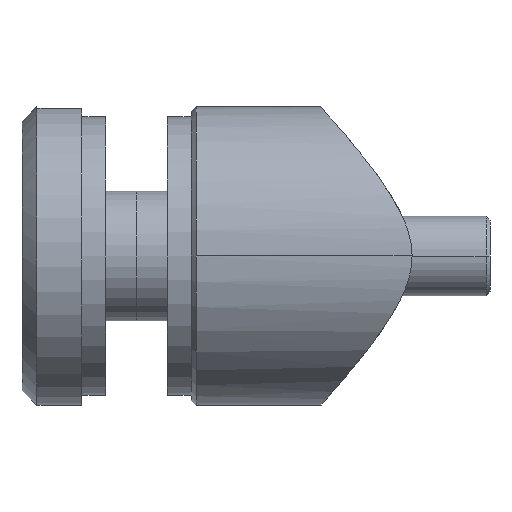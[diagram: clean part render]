
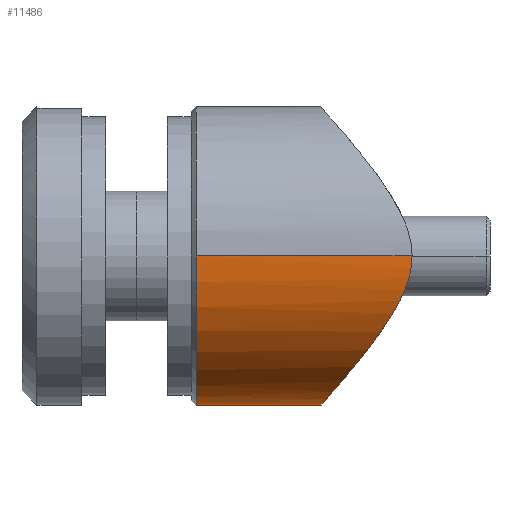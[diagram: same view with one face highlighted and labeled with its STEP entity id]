
A CAD part, left-side view. The second image highlights one B-rep face of the part: STEP entity #11486.
In plain terms, the highlighted cylindrical face has radius 15 mm (diameter 30 mm), a partial arc.
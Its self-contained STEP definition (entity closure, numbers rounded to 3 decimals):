
#293 = DIRECTION ( 'NONE',  ( 1., 0., 0. ) ) ;
#540 = CARTESIAN_POINT ( 'NONE',  ( 15., 10.5, 0. ) ) ;
#577 = FACE_OUTER_BOUND ( 'NONE', #780, .T. ) ;
#636 = CARTESIAN_POINT ( 'NONE',  ( -11.413, -4.448, -9.744 ) ) ;
#744 = CARTESIAN_POINT ( 'NONE',  ( -13.987, -7.448, -5.44 ) ) ;
#780 = EDGE_LOOP ( 'NONE', ( #9707, #4450, #13121, #14344, #2839 ) ) ;
#905 = VECTOR ( 'NONE', #1374, 1000. ) ;
#955 = CARTESIAN_POINT ( 'NONE',  ( -2.154, -0.106, -14.882 ) ) ;
#1057 = CARTESIAN_POINT ( 'NONE',  ( -7.012, -1.521, -13.269 ) ) ;
#1374 = DIRECTION ( 'NONE',  ( 0., -1., 0. ) ) ;
#1844 = CARTESIAN_POINT ( 'NONE',  ( -11.111, -4.176, -10.087 ) ) ;
#2037 = CARTESIAN_POINT ( 'NONE',  ( -15., -9.174, 0. ) ) ;
#2058 = CARTESIAN_POINT ( 'NONE',  ( 2.622, -0.197, -14.778 ) ) ;
#2162 = CARTESIAN_POINT ( 'NONE',  ( 3.648, -0.391, -14.559 ) ) ;
#2208 = CARTESIAN_POINT ( 'NONE',  ( 7.844, -1.929, -12.795 ) ) ;
#2258 = CARTESIAN_POINT ( 'NONE',  ( -3.691, -0.401, -14.548 ) ) ;
#2480 = AXIS2_PLACEMENT_3D ( 'NONE', #9527, #9575, #6219 ) ;
#2569 = CARTESIAN_POINT ( 'NONE',  ( -15., 10.5, 0. ) ) ;
#2719 = VERTEX_POINT ( 'NONE', #13850 ) ;
#2839 = ORIENTED_EDGE ( 'NONE', *, *, #4665, .F. ) ;
#2981 = CARTESIAN_POINT ( 'NONE',  ( -14.444, -8.169, -4.074 ) ) ;
#3036 = CARTESIAN_POINT ( 'NONE',  ( -9.452, -2.871, -11.687 ) ) ;
#3294 = CARTESIAN_POINT ( 'NONE',  ( 14.15, -7.698, -5. ) ) ;
#3396 = CARTESIAN_POINT ( 'NONE',  ( -4.201, -0.524, -14.409 ) ) ;
#3419 = B_SPLINE_CURVE_WITH_KNOTS ( 'NONE', 3,
 ( #10172, #13588, #6636, #14989, #12568, #9081, #2981, #5520, #744, #10011, #11213, #12415, #7707, #636, #1844, #10059, #3036, #11274, #4211, #1057, #15192, #9182, #9280, #3396, #2258, #955, #13899, #5818, #8114, #10480, #3435, #10434, #2058, #2162, #7963, #11690, #15142, #12725, #4522, #2208, #10281, #9132, #10386, #4627, #8016, #11638, #12868, #13982, #11483, #5673, #3294, #5767, #6938, #14028, #6982, #4414, #15240, #4574 ),
 .UNSPECIFIED., .F., .F.,
 ( 4, 2, 2, 2, 2, 2, 2, 2, 2, 2, 2, 2, 2, 2, 2, 2, 2, 2, 2, 2, 2, 2, 2, 2, 2, 2, 2, 2, 4 ),
 ( 0.051, 0.053, 0.054, 0.056, 0.057, 0.061, 0.062, 0.064, 0.067, 0.069, 0.07, 0.072, 0.073, 0.077, 0.077, 0.078, 0.08, 0.081, 0.083, 0.085, 0.086, 0.089, 0.091, 0.092, 0.096, 0.097, 0.099, 0.1, 0.102 ),
 .UNSPECIFIED. ) ;
#3435 = CARTESIAN_POINT ( 'NONE',  ( 1.309, -0.049, -14.945 ) ) ;
#3592 = CARTESIAN_POINT ( 'NONE',  ( 0., 12.5, 0. ) ) ;
#3696 = DIRECTION ( 'NONE',  ( 0., 0., 1. ) ) ;
#4211 = CARTESIAN_POINT ( 'NONE',  ( -7.868, -1.942, -12.78 ) ) ;
#4222 = CARTESIAN_POINT ( 'NONE',  ( 15., 12.5, 0. ) ) ;
#4324 = VERTEX_POINT ( 'NONE', #2037 ) ;
#4414 = CARTESIAN_POINT ( 'NONE',  ( 14.971, -9.116, -1.072 ) ) ;
#4434 = AXIS2_PLACEMENT_3D ( 'NONE', #4863, #4965, #293 ) ;
#4445 = CIRCLE ( 'NONE', #2480, 15. ) ;
#4450 = ORIENTED_EDGE ( 'NONE', *, *, #13708, .T. ) ;
#4522 = CARTESIAN_POINT ( 'NONE',  ( 6.983, -1.507, -13.285 ) ) ;
#4574 = CARTESIAN_POINT ( 'NONE',  ( 15., -9.174, 0. ) ) ;
#4627 = CARTESIAN_POINT ( 'NONE',  ( 11.098, -4.165, -10.101 ) ) ;
#4665 = EDGE_CURVE ( 'NONE', #4324, #12140, #3419, .T. ) ;
#4863 = CARTESIAN_POINT ( 'NONE',  ( 0., 10.5, 0. ) ) ;
#4965 = DIRECTION ( 'NONE',  ( 0., -1., 0. ) ) ;
#5192 = EDGE_CURVE ( 'NONE', #2719, #12827, #8225, .T. ) ;
#5520 = CARTESIAN_POINT ( 'NONE',  ( -14.151, -7.699, -4.997 ) ) ;
#5673 = CARTESIAN_POINT ( 'NONE',  ( 13.984, -7.444, -5.447 ) ) ;
#5767 = CARTESIAN_POINT ( 'NONE',  ( 14.442, -8.165, -4.083 ) ) ;
#5818 = CARTESIAN_POINT ( 'NONE',  ( 0.236, 0., -15.001 ) ) ;
#6219 = DIRECTION ( 'NONE',  ( 0., 0., 1. ) ) ;
#6636 = CARTESIAN_POINT ( 'NONE',  ( -14.972, -9.118, -1.061 ) ) ;
#6654 = DIRECTION ( 'NONE',  ( 0., -1., 0. ) ) ;
#6938 = CARTESIAN_POINT ( 'NONE',  ( 14.568, -8.38, -3.61 ) ) ;
#6982 = CARTESIAN_POINT ( 'NONE',  ( 14.86, -8.905, -2.112 ) ) ;
#7359 = LINE ( 'NONE', #2569, #905 ) ;
#7415 = CYLINDRICAL_SURFACE ( 'NONE', #4434, 15. ) ;
#7707 = CARTESIAN_POINT ( 'NONE',  ( -11.987, -5.001, -9.03 ) ) ;
#7963 = CARTESIAN_POINT ( 'NONE',  ( 4.158, -0.513, -14.422 ) ) ;
#7988 = VERTEX_POINT ( 'NONE', #9967 ) ;
#8016 = CARTESIAN_POINT ( 'NONE',  ( 11.405, -4.44, -9.754 ) ) ;
#8114 = CARTESIAN_POINT ( 'NONE',  ( 0.507, -0.005, -14.994 ) ) ;
#8225 = CIRCLE ( 'NONE', #15158, 15. ) ;
#8457 = LINE ( 'NONE', #540, #10671 ) ;
#9081 = CARTESIAN_POINT ( 'NONE',  ( -14.57, -8.383, -3.601 ) ) ;
#9132 = CARTESIAN_POINT ( 'NONE',  ( 9.428, -2.855, -11.706 ) ) ;
#9182 = CARTESIAN_POINT ( 'NONE',  ( -5.654, -0.969, -13.903 ) ) ;
#9280 = CARTESIAN_POINT ( 'NONE',  ( -5.181, -0.808, -14.086 ) ) ;
#9527 = CARTESIAN_POINT ( 'NONE',  ( 0., 12.5, 0. ) ) ;
#9575 = DIRECTION ( 'NONE',  ( 0., -1., 0. ) ) ;
#9629 = EDGE_CURVE ( 'NONE', #12827, #12140, #8457, .T. ) ;
#9707 = ORIENTED_EDGE ( 'NONE', *, *, #15071, .F. ) ;
#9967 = CARTESIAN_POINT ( 'NONE',  ( -15., 12.5, 0. ) ) ;
#10011 = CARTESIAN_POINT ( 'NONE',  ( -13.441, -6.669, -6.723 ) ) ;
#10059 = CARTESIAN_POINT ( 'NONE',  ( -10.155, -3.378, -11.078 ) ) ;
#10172 = CARTESIAN_POINT ( 'NONE',  ( -15., -9.174, 0. ) ) ;
#10281 = CARTESIAN_POINT ( 'NONE',  ( 8.255, -2.153, -12.533 ) ) ;
#10386 = CARTESIAN_POINT ( 'NONE',  ( 10.135, -3.363, -11.097 ) ) ;
#10434 = CARTESIAN_POINT ( 'NONE',  ( 2.101, -0.123, -14.862 ) ) ;
#10480 = CARTESIAN_POINT ( 'NONE',  ( 1.043, -0.03, -14.966 ) ) ;
#10664 = CARTESIAN_POINT ( 'NONE',  ( 15., -9.174, 0. ) ) ;
#10671 = VECTOR ( 'NONE', #6654, 1000. ) ;
#11213 = CARTESIAN_POINT ( 'NONE',  ( -13.01, -6.116, -7.521 ) ) ;
#11274 = CARTESIAN_POINT ( 'NONE',  ( -8.281, -2.168, -12.516 ) ) ;
#11483 = CARTESIAN_POINT ( 'NONE',  ( 13.434, -6.659, -6.737 ) ) ;
#11486 = ADVANCED_FACE ( 'NONE', ( #577 ), #7415, .T. ) ;
#11638 = CARTESIAN_POINT ( 'NONE',  ( 11.979, -4.993, -9.039 ) ) ;
#11690 = CARTESIAN_POINT ( 'NONE',  ( 5.142, -0.796, -14.101 ) ) ;
#12140 = VERTEX_POINT ( 'NONE', #10664 ) ;
#12415 = CARTESIAN_POINT ( 'NONE',  ( -12.257, -5.281, -8.659 ) ) ;
#12568 = CARTESIAN_POINT ( 'NONE',  ( -14.778, -8.751, -2.622 ) ) ;
#12725 = CARTESIAN_POINT ( 'NONE',  ( 6.538, -1.312, -13.51 ) ) ;
#12827 = VERTEX_POINT ( 'NONE', #4222 ) ;
#12868 = CARTESIAN_POINT ( 'NONE',  ( 12.248, -5.272, -8.672 ) ) ;
#12978 = DIRECTION ( 'NONE',  ( 0., -1., 0. ) ) ;
#13121 = ORIENTED_EDGE ( 'NONE', *, *, #5192, .T. ) ;
#13588 = CARTESIAN_POINT ( 'NONE',  ( -15., -9.174, -0.532 ) ) ;
#13708 = EDGE_CURVE ( 'NONE', #7988, #2719, #4445, .T. ) ;
#13850 = CARTESIAN_POINT ( 'NONE',  ( 0., 12.5, -15. ) ) ;
#13899 = CARTESIAN_POINT ( 'NONE',  ( -1.106, -0.002, -14.998 ) ) ;
#13982 = CARTESIAN_POINT ( 'NONE',  ( 13.001, -6.105, -7.536 ) ) ;
#14028 = CARTESIAN_POINT ( 'NONE',  ( 14.777, -8.75, -2.626 ) ) ;
#14344 = ORIENTED_EDGE ( 'NONE', *, *, #9629, .T. ) ;
#14989 = CARTESIAN_POINT ( 'NONE',  ( -14.86, -8.905, -2.115 ) ) ;
#15071 = EDGE_CURVE ( 'NONE', #7988, #4324, #7359, .T. ) ;
#15142 = CARTESIAN_POINT ( 'NONE',  ( 5.618, -0.956, -13.917 ) ) ;
#15158 = AXIS2_PLACEMENT_3D ( 'NONE', #3592, #12978, #3696 ) ;
#15192 = CARTESIAN_POINT ( 'NONE',  ( -6.569, -1.326, -13.494 ) ) ;
#15240 = CARTESIAN_POINT ( 'NONE',  ( 15., -9.174, -0.541 ) ) ;
